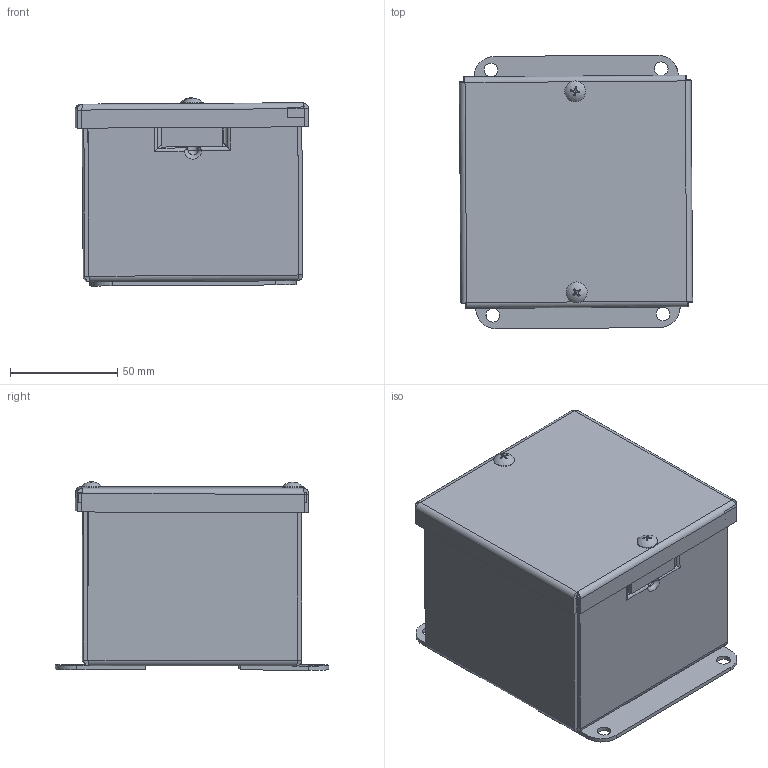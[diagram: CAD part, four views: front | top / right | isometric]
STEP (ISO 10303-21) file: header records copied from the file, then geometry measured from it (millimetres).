
FILE_DESCRIPTION(/* description */ ('TUBS'),/* implementation_level */ '2;1');
FILE_NAME(/* name */ 'JIC040403.stp',/* time_stamp */ '2014-02-24T10:00:12-06:00',/* author */ ('mraetz'),/* organization */ (''),/* preprocessor_version */ 'ST-DEVELOPER v15.2',/* originating_system */ 'Autodesk Inventor 2014',/* authorisation */ '');
FILE_SCHEMA (('AUTOMOTIVE_DESIGN { 1 0 10303 214 3 1 1 }'));
Length unit declared in the file: inch
Products named in the file (7): JIC040403BKP; 31811; 372177; JIC0404MF; JIC_-LID; 316159; JIC040403
Bounding box: 108.8 x 127.59 x 87.66 mm (x, y, z)
Volume: 146164.3 mm3; surface area: 146082.1 mm2
Topology: 10 solids, 10 shells, 278 faces, 678 edges, 420 vertices
Faces by surface type: plane 136, cylinder 78, bspline 22, cone 20, torus 16, sphere 6
Full cylindrical faces by diameter (mm): 4.166 x2, 5.556 x2, 6.35 x4, 9.754 x2
Entity records: 7602 total; most frequent: CARTESIAN_POINT 2357, ORIENTED_EDGE 1054, DIRECTION 976, EDGE_CURVE 527, AXIS2_PLACEMENT_3D 341, VERTEX_POINT 325, LINE 294, VECTOR 294
